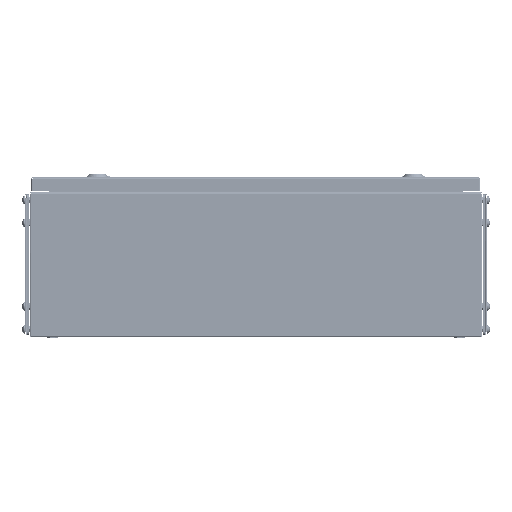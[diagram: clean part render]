
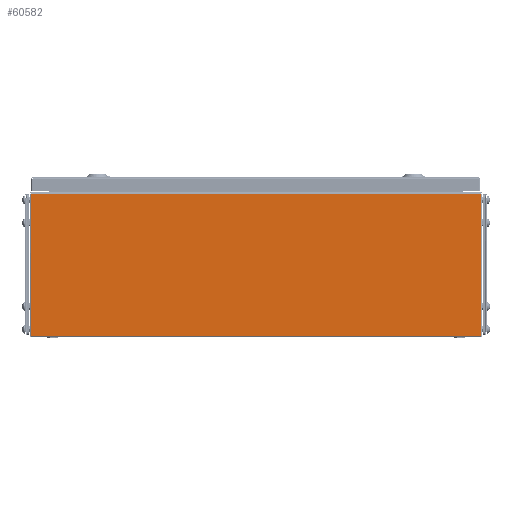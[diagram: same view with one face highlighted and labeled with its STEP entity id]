
A CAD part, left-side view. The second image highlights one B-rep face of the part: STEP entity #60582.
In plain terms, the highlighted planar face has unit normal (-1, 0, 0).
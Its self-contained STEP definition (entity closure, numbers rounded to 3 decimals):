
#959 = LINE ( 'NONE', #50802, #57273 ) ;
#3391 = DIRECTION ( 'NONE',  ( 0., 0., 1. ) ) ;
#8434 = EDGE_CURVE ( 'NONE', #65525, #14372, #959, .T. ) ;
#9624 = CARTESIAN_POINT ( 'NONE',  ( -200., -295.5, 0. ) ) ;
#12190 = DIRECTION ( 'NONE',  ( 0., 0., -1. ) ) ;
#13879 = ORIENTED_EDGE ( 'NONE', *, *, #51857, .T. ) ;
#14372 = VERTEX_POINT ( 'NONE', #62397 ) ;
#15128 = EDGE_CURVE ( 'NONE', #19886, #70480, #16249, .T. ) ;
#16249 = LINE ( 'NONE', #9624, #53583 ) ;
#19886 = VERTEX_POINT ( 'NONE', #37288 ) ;
#21033 = DIRECTION ( 'NONE',  ( 0., 1., 0. ) ) ;
#22148 = DIRECTION ( 'NONE',  ( 1., 0., 0. ) ) ;
#23101 = LINE ( 'NONE', #67530, #79023 ) ;
#34207 = FACE_OUTER_BOUND ( 'NONE', #64076, .T. ) ;
#34790 = VECTOR ( 'NONE', #21033, 1000. ) ;
#35263 = AXIS2_PLACEMENT_3D ( 'NONE', #58688, #22148, #78998 ) ;
#36140 = ORIENTED_EDGE ( 'NONE', *, *, #43884, .F. ) ;
#37169 = CARTESIAN_POINT ( 'NONE',  ( -200., -295.5, 187.5 ) ) ;
#37288 = CARTESIAN_POINT ( 'NONE',  ( -200., -295.5, 1. ) ) ;
#43884 = EDGE_CURVE ( 'NONE', #19886, #14372, #23101, .T. ) ;
#50802 = CARTESIAN_POINT ( 'NONE',  ( -200., 295.5, 0. ) ) ;
#51857 = EDGE_CURVE ( 'NONE', #70480, #65525, #53392, .T. ) ;
#53392 = LINE ( 'NONE', #77885, #34790 ) ;
#53583 = VECTOR ( 'NONE', #3391, 1000. ) ;
#57273 = VECTOR ( 'NONE', #12190, 1000. ) ;
#58688 = CARTESIAN_POINT ( 'NONE',  ( -200., 0., 0. ) ) ;
#59920 = PLANE ( 'NONE',  #35263 ) ;
#60582 = ADVANCED_FACE ( 'NONE', ( #34207 ), #59920, .F. ) ;
#62397 = CARTESIAN_POINT ( 'NONE',  ( -200., 295.5, 1. ) ) ;
#64076 = EDGE_LOOP ( 'NONE', ( #13879, #73267, #36140, #66270 ) ) ;
#65525 = VERTEX_POINT ( 'NONE', #80730 ) ;
#66270 = ORIENTED_EDGE ( 'NONE', *, *, #15128, .T. ) ;
#66704 = DIRECTION ( 'NONE',  ( 0., 1., 0. ) ) ;
#67530 = CARTESIAN_POINT ( 'NONE',  ( -200., 295.5, 1. ) ) ;
#70480 = VERTEX_POINT ( 'NONE', #37169 ) ;
#73267 = ORIENTED_EDGE ( 'NONE', *, *, #8434, .T. ) ;
#77885 = CARTESIAN_POINT ( 'NONE',  ( -200., -295.5, 187.5 ) ) ;
#78998 = DIRECTION ( 'NONE',  ( 0., 0., -1. ) ) ;
#79023 = VECTOR ( 'NONE', #66704, 1000. ) ;
#80730 = CARTESIAN_POINT ( 'NONE',  ( -200., 295.5, 187.5 ) ) ;
